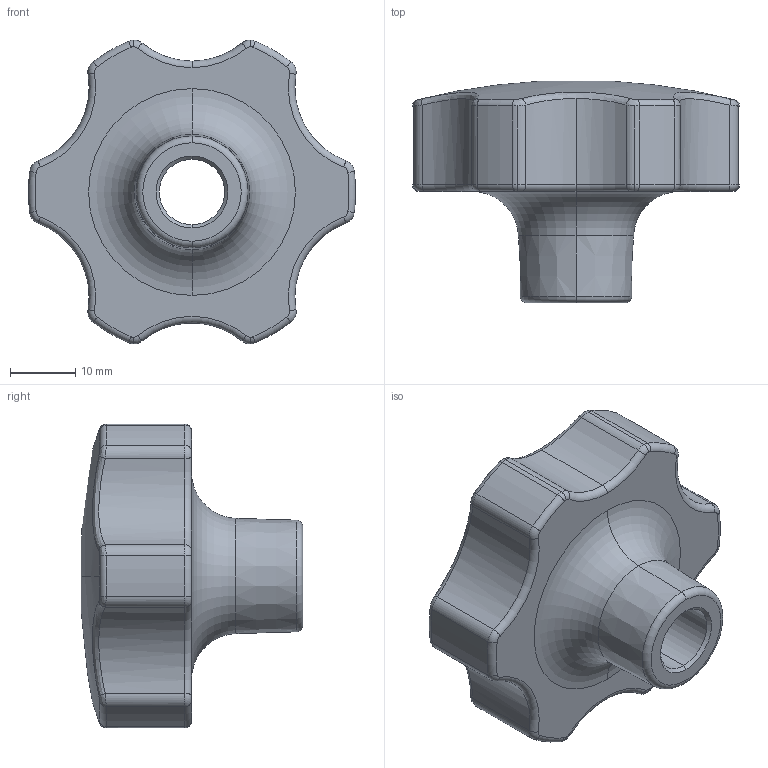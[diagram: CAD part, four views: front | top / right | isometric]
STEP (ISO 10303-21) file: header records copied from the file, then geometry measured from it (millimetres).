
FILE_DESCRIPTION (( 'STEP AP203' ), '1' );
FILE_NAME ('sone3D.STEP', '2015-07-15T00:09:24', ( '' ), ( '' ), 'SwSTEP 2.0', 'SolidWorks 2012', '' );
FILE_SCHEMA (( 'CONFIG_CONTROL_DESIGN' ));
Length unit declared in the file: millimetre
Products named in the file (1): sone3D
Bounding box: 49.97 x 33.85 x 46.41 mm (x, y, z)
Volume: 27250.8 mm3; surface area: 7111.7 mm2
Topology: 1 solids, 1 shells, 96 faces, 223 edges, 129 vertices
Faces by surface type: torus 39, cylinder 29, bspline 18, cone 6, sphere 2, plane 2
Entity records: 3920 total; most frequent: CARTESIAN_POINT 1694, DIRECTION 491, ORIENTED_EDGE 446, AXIS2_PLACEMENT_3D 228, EDGE_CURVE 223, CIRCLE 149, VERTEX_POINT 129, EDGE_LOOP 98
